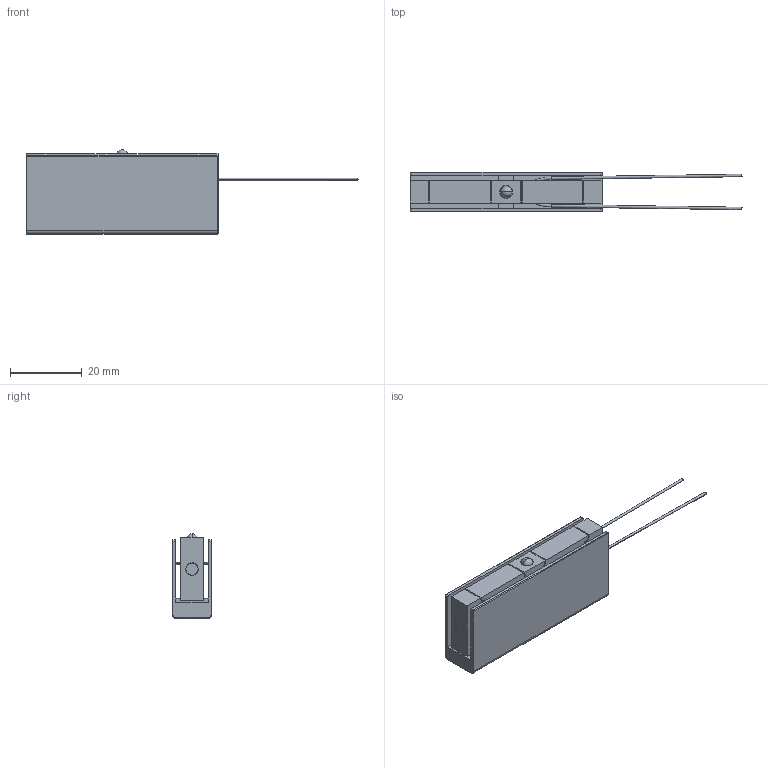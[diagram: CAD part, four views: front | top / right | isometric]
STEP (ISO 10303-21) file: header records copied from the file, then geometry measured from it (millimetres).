
FILE_DESCRIPTION (( 'STEP AP214' ), '1' );
FILE_NAME ('PK2FSF1.STEP', '2015-02-27T07:17:13', ( '' ), ( '' ), 'SwSTEP 2.0', 'SolidWorks 2014', '' );
FILE_SCHEMA (( 'AUTOMOTIVE_DESIGN' ));
Length unit declared in the file: millimetre
Products named in the file (9): PK2FSP2; flexure cover-PK2FSF1_Default<___>; screw-PK2FSF1; ball; flexure  and ball--PK2FSF1; screw2; END CUP -PK2FSF1; 08354; PK2FSF1
Assembly tree (10 placements, depth 3):
  PK2FSF1
    flexure cover-PK2FSF1_Default<___>
    screw2
    PK2FSP2
    END CUP -PK2FSF1  x2
    screw-PK2FSF1  x2
    flexure  and ball--PK2FSF1
      08354
      ball
Bounding box: 92.27 x 11 x 23.47 mm (x, y, z)
Volume: 8856.2 mm3; surface area: 10804.7 mm2
Topology: 11 solids, 11 shells, 624 faces, 1723 edges, 1120 vertices
Faces by surface type: plane 317, cylinder 174, bspline 84, sphere 27, cone 22
Entity records: 30032 total; most frequent: CARTESIAN_POINT 11140, ORIENTED_EDGE 3344, DIRECTION 2821, EDGE_CURVE 1672, VERTEX_POINT 1095, LINE 1055, VECTOR 1055, AXIS2_PLACEMENT_3D 883
